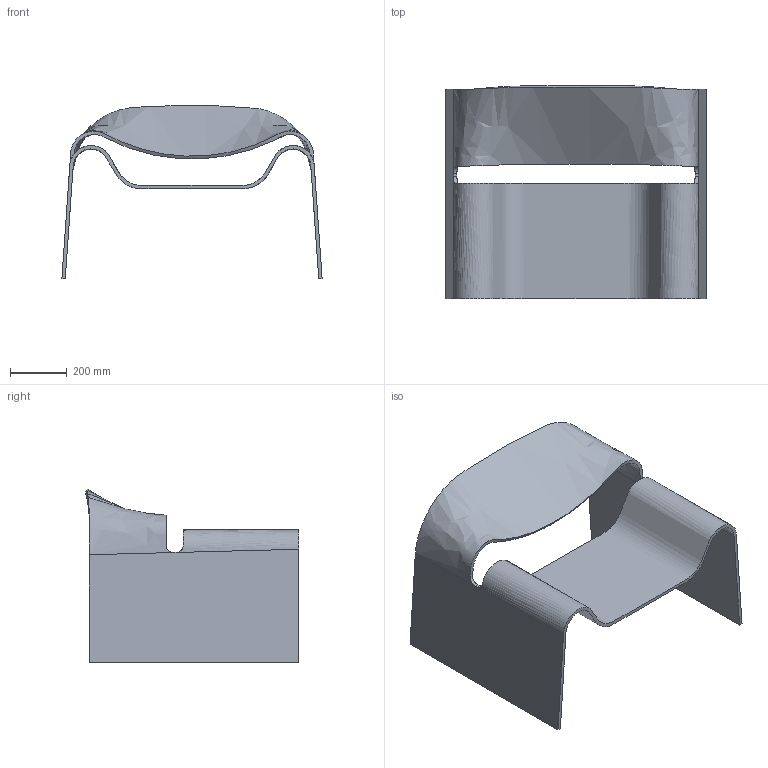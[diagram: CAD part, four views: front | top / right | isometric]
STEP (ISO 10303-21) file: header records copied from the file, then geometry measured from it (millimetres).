
FILE_DESCRIPTION(/* description */ (''),/* implementation_level */ '2;1');
FILE_NAME(/* name */ '02 - Ghost',/* time_stamp */ '2010-12-03T09:12:43+01:00',/* author */ (''),/* organization */ (''),/* preprocessor_version */ 'ST-DEVELOPER v10',/* originating_system */ '',/* authorisation */ '');
FILE_SCHEMA (('CONFIG_CONTROL_DESIGN'));
Length unit declared in the file: centimetre
Products named in the file (1): 1
Bounding box: 914.06 x 748.83 x 610.52 mm (x, y, z)
Volume: 14644564.7 mm3; surface area: 2699122.4 mm2
Topology: 1 solids, 1 shells, 16 faces, 40 edges, 24 vertices
Faces by surface type: bspline 14, plane 2
Entity records: 2436 total; most frequent: CARTESIAN_POINT 2092, ORIENTED_EDGE 80, EDGE_CURVE 40, B_SPLINE_CURVE_WITH_KNOTS 40, VERTEX_POINT 24, ADVANCED_FACE 16, FACE_OUTER_BOUND 16, EDGE_LOOP 16
